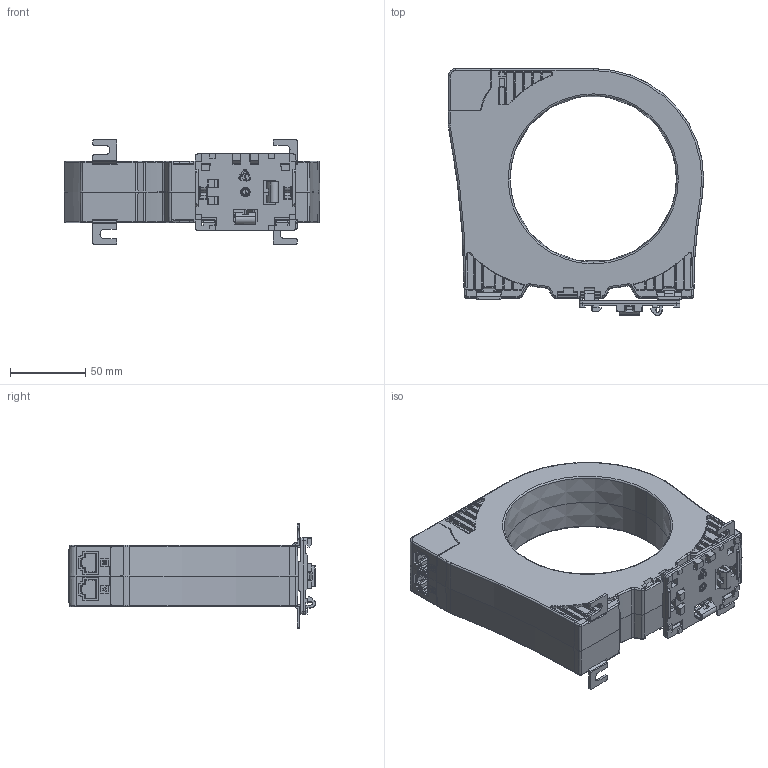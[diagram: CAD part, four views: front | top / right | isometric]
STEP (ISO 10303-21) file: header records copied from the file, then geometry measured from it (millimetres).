
FILE_DESCRIPTION((''),'2;1');
FILE_NAME('0000003413','2020-11-19T11:41:50',('vmartinez'),(''),'CREO PARAMETRIC BY PTC INC, 2018260','CREO PARAMETRIC BY PTC INC, 2018260','');
FILE_SCHEMA(('AUTOMOTIVE_DESIGN { 1 0 10303 214 1 1 1 1 }'));
Length unit declared in the file: millimetre
Products named in the file (1): 0000003413
Bounding box: 170 x 164.3 x 70 mm (x, y, z)
Volume: 12658.8 mm3; surface area: 123588.6 mm2
Topology: 43 solids, 48 shells, 4524 faces, 12388 edges, 8044 vertices
Faces by surface type: plane 3178, cylinder 735, extrusion 249, bspline 172, cone 89, torus 80, sphere 21
Entity records: 217468 total; most frequent: CARTESIAN_POINT 48959, ORIENTED_EDGE 24652, DIRECTION 20557, PRESENTATION_STYLE_ASSIGNMENT 14977, STYLED_ITEM 12589, CURVE_STYLE 12541, EDGE_CURVE 12372, VECTOR 9895
